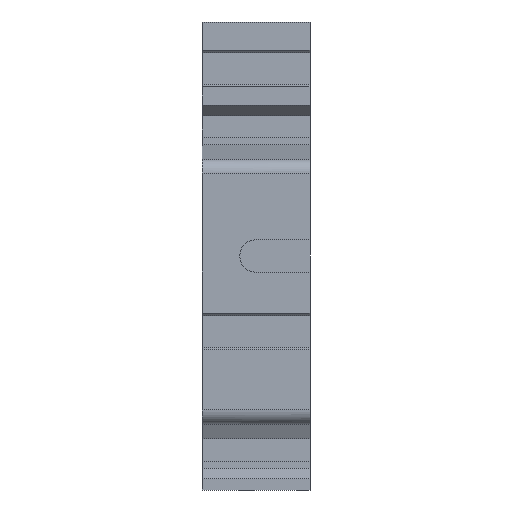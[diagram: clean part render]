
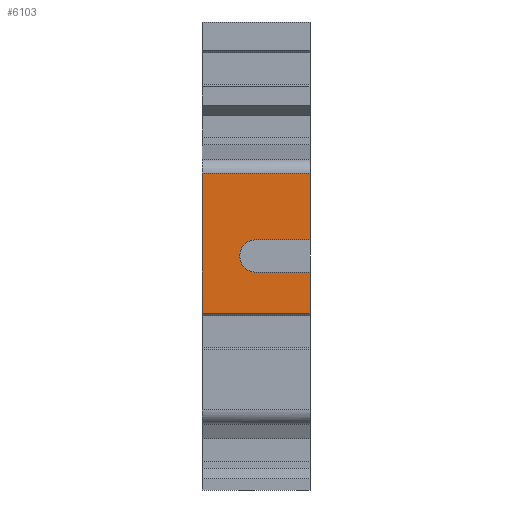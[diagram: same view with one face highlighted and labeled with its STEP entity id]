
A CAD part, front view. The second image highlights one B-rep face of the part: STEP entity #6103.
In plain terms, the highlighted planar face has unit normal (0, -1, 0).
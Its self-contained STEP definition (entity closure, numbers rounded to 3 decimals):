
#6081=AXIS2_PLACEMENT_3D('Plane Axis2P3D',#6078,#6079,#6080) ;
#6090=AXIS2_PLACEMENT_3D('Circle Axis2P3D',#6088,#6089,$) ;
#952=CARTESIAN_POINT('Vertex',(15.,0.,43.966)) ;
#955=CARTESIAN_POINT('Line Origine',(15.,0.,39.358)) ;
#959=CARTESIAN_POINT('Vertex',(15.,0.,34.75)) ;
#1008=CARTESIAN_POINT('Vertex',(15.,0.,30.25)) ;
#1011=CARTESIAN_POINT('Line Origine',(15.,0.,27.4)) ;
#1015=CARTESIAN_POINT('Vertex',(15.,0.,24.55)) ;
#3310=CARTESIAN_POINT('Vertex',(0.,0.,24.55)) ;
#3313=CARTESIAN_POINT('Line Origine',(0.,0.,32.5)) ;
#3317=CARTESIAN_POINT('Vertex',(0.,0.,43.966)) ;
#4503=CARTESIAN_POINT('Line Origine',(11.25,0.,34.75)) ;
#4507=CARTESIAN_POINT('Vertex',(7.5,0.,34.75)) ;
#5216=CARTESIAN_POINT('Vertex',(7.5,0.,30.25)) ;
#5219=CARTESIAN_POINT('Line Origine',(11.25,0.,30.25)) ;
#6066=CARTESIAN_POINT('Line Origine',(7.5,0.,43.966)) ;
#6078=CARTESIAN_POINT('Axis2P3D Location',(0.,0.,45.674)) ;
#6083=CARTESIAN_POINT('Line Origine',(7.5,0.,24.55)) ;
#6088=CARTESIAN_POINT('Axis2P3D Location',(7.5,0.,32.5)) ;
#956=DIRECTION('Vector Direction',(0.,0.,-1.)) ;
#1012=DIRECTION('Vector Direction',(0.,0.,-1.)) ;
#3314=DIRECTION('Vector Direction',(0.,0.,1.)) ;
#4504=DIRECTION('Vector Direction',(-1.,0.,0.)) ;
#5220=DIRECTION('Vector Direction',(1.,0.,0.)) ;
#6067=DIRECTION('Vector Direction',(1.,0.,0.)) ;
#6079=DIRECTION('Axis2P3D Direction',(0.,-1.,0.)) ;
#6080=DIRECTION('Axis2P3D XDirection',(0.,0.,-1.)) ;
#6084=DIRECTION('Vector Direction',(-1.,0.,0.)) ;
#6089=DIRECTION('Axis2P3D Direction',(0.,-1.,0.)) ;
#957=VECTOR('Line Direction',#956,1.) ;
#1013=VECTOR('Line Direction',#1012,1.) ;
#3315=VECTOR('Line Direction',#3314,1.) ;
#4505=VECTOR('Line Direction',#4504,1.) ;
#5221=VECTOR('Line Direction',#5220,1.) ;
#6068=VECTOR('Line Direction',#6067,1.) ;
#6085=VECTOR('Line Direction',#6084,1.) ;
#6094=ORIENTED_EDGE('',*,*,#6087,.F.) ;
#6095=ORIENTED_EDGE('',*,*,#1017,.F.) ;
#6096=ORIENTED_EDGE('',*,*,#5223,.F.) ;
#6097=ORIENTED_EDGE('',*,*,#6092,.F.) ;
#6098=ORIENTED_EDGE('',*,*,#4509,.F.) ;
#6099=ORIENTED_EDGE('',*,*,#961,.F.) ;
#6100=ORIENTED_EDGE('',*,*,#6070,.F.) ;
#6101=ORIENTED_EDGE('',*,*,#3319,.T.) ;
#6103=ADVANCED_FACE('K\X2\00F6\X0\rper.3',(#6102),#6082,.T.) ;
#6091=CIRCLE('generated circle',#6090,2.25) ;
#961=EDGE_CURVE('',#953,#960,#958,.T.) ;
#1017=EDGE_CURVE('',#1009,#1016,#1014,.T.) ;
#3319=EDGE_CURVE('',#3318,#3311,#3316,.F.) ;
#4509=EDGE_CURVE('',#960,#4508,#4506,.T.) ;
#5223=EDGE_CURVE('',#5217,#1009,#5222,.T.) ;
#6070=EDGE_CURVE('',#3318,#953,#6069,.T.) ;
#6087=EDGE_CURVE('',#1016,#3311,#6086,.T.) ;
#6092=EDGE_CURVE('',#4508,#5217,#6091,.T.) ;
#6093=EDGE_LOOP('',(#6094,#6095,#6096,#6097,#6098,#6099,#6100,#6101)) ;
#6102=FACE_OUTER_BOUND('',#6093,.T.) ;
#958=LINE('Line',#955,#957) ;
#1014=LINE('Line',#1011,#1013) ;
#3316=LINE('Line',#3313,#3315) ;
#4506=LINE('Line',#4503,#4505) ;
#5222=LINE('Line',#5219,#5221) ;
#6069=LINE('Line',#6066,#6068) ;
#6086=LINE('Line',#6083,#6085) ;
#6082=PLANE('',#6081) ;
#953=VERTEX_POINT('',#952) ;
#960=VERTEX_POINT('',#959) ;
#1009=VERTEX_POINT('',#1008) ;
#1016=VERTEX_POINT('',#1015) ;
#3311=VERTEX_POINT('',#3310) ;
#3318=VERTEX_POINT('',#3317) ;
#4508=VERTEX_POINT('',#4507) ;
#5217=VERTEX_POINT('',#5216) ;
